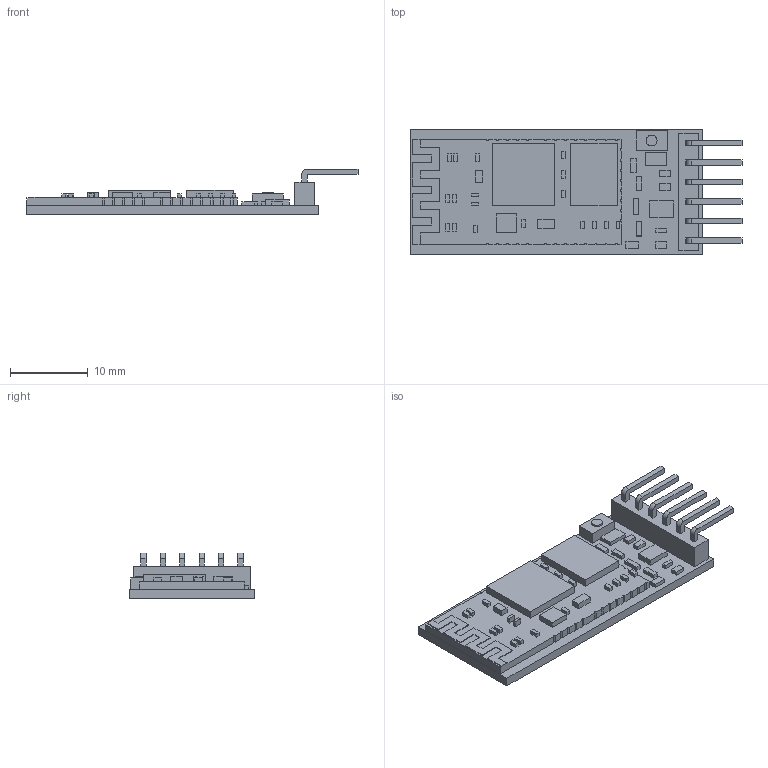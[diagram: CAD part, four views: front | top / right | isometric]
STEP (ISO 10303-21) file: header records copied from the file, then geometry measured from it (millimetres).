
FILE_DESCRIPTION(('HOOPS Exchange Step'),'2;1');
FILE_NAME('f818e014b189db61e14b8aa713db12f520221103-1-5sl1wb.SLDPRT.step','2022-11-03T23:26:30+00:00',('root'),('Unknown organisation'),'HOOPS Exchange 2021.0','HOOPS Exchange','Unknown authorisation');
FILE_SCHEMA( ('AUTOMOTIVE_DESIGN { 1 0 10303 214 1 1 1 1 }') );
Length unit declared in the file: millimetre
Products named in the file (2): Varsayılan; f818e014b189db61e14b8aa713db12f520221103-1-5sl1wb
Assembly tree (1 placements, depth 2):
  f818e014b189db61e14b8aa713db12f520221103-1-5sl1wb
    Varsayılan
Bounding box: 42.6 x 16.1 x 5.9 mm (x, y, z)
Volume: 1379.5 mm3; surface area: 1832.7 mm2
Topology: 7 solids, 7 shells, 343 faces, 875 edges, 584 vertices
Faces by surface type: plane 302, cylinder 41
Full cylindrical faces by diameter (mm): 1.387 x1
Entity records: 10427 total; most frequent: CARTESIAN_POINT 1805, ORIENTED_EDGE 1750, DIRECTION 1651, EDGE_CURVE 875, VECTOR 791, LINE 791, VERTEX_POINT 584, AXIS2_PLACEMENT_3D 430
